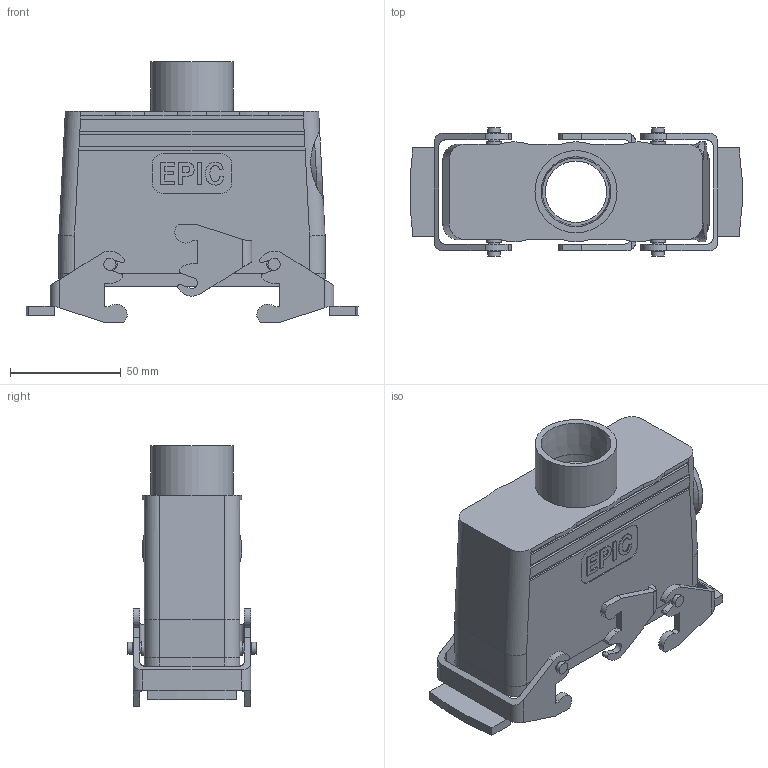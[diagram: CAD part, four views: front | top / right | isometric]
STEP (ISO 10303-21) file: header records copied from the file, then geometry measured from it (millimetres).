
FILE_DESCRIPTION( ( 'Unknown' ), '1' );
FILE_NAME( 'H_B_24_TBFH_NPT_1_ASM.stp', 'Unknown', ( 'Unknown' ), ( 'Unknown' ), 'PSStep 11.0', 'Unknown', ' ' );
FILE_SCHEMA( ( 'AUTOMOTIVE_DESIGN { 1 0 10303 214 1 1 1 1 }' ) );
Length unit declared in the file: millimetre
Products named in the file (3): Assem1; H_B_24_TBFH_NPT_1; H_B_16_QB
Bounding box: 149.67 x 57.8 x 117.65 mm (x, y, z)
Volume: 251406.3 mm3; surface area: 145781.9 mm2
Topology: 5 solids, 5 shells, 530 faces, 1344 edges, 878 vertices
Faces by surface type: plane 355, cylinder 161, extrusion 8, cone 6
Full cylindrical faces by diameter (mm): 2.459 x8, 4.9 x8, 5.5 x8, 6.5 x8, 27.7 x2, 30.411 x2, 37 x2
Entity records: 9338 total; most frequent: CARTESIAN_POINT 1609, ORIENTED_EDGE 1166, DIRECTION 1162, EDGE_CURVE 583, VERTEX_POINT 391, AXIS2_PLACEMENT_3D 390, VECTOR 382, LINE 378
